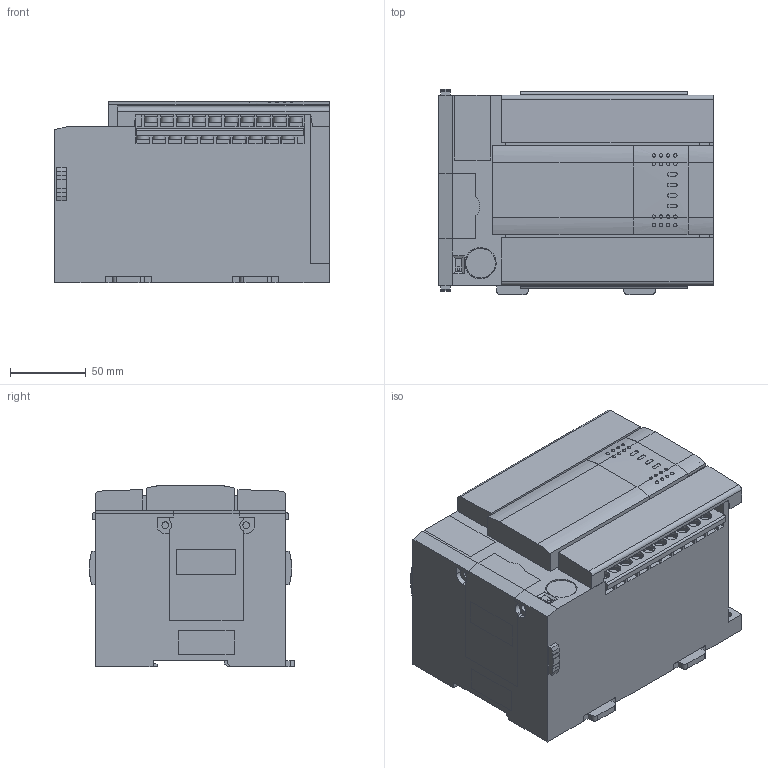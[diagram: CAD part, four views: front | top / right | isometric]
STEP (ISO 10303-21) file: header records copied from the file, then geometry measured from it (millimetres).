
FILE_DESCRIPTION(('FreeCAD Model'),'2;1');
FILE_NAME('Open CASCADE Shape Model','2025-05-09T15:20:53',('FreeCAD'),( 'FreeCAD'),'Open CASCADE STEP processor 7.6','FreeCAD','Unknown');
FILE_SCHEMA(('AUTOMOTIVE_DESIGN { 1 0 10303 214 1 1 1 1 }'));
Length unit declared in the file: millimetre
Products named in the file (1): Open CASCADE STEP translator 7.6 1
Bounding box: 181.22 x 135.39 x 119.88 mm (x, y, z)
Volume: 2372037.9 mm3; surface area: 224557.3 mm2
Topology: 15 solids, 15 shells, 1059 faces, 2858 edges, 1890 vertices
Faces by surface type: bspline 1059
Entity records: 31876 total; most frequent: CARTESIAN_POINT 14535, ORIENTED_EDGE 5716, EDGE_CURVE 2858, B_SPLINE_CURVE_WITH_KNOTS 2542, VERTEX_POINT 1890, FACE_BOUND 1170, EDGE_LOOP 1170, ADVANCED_FACE 1059
